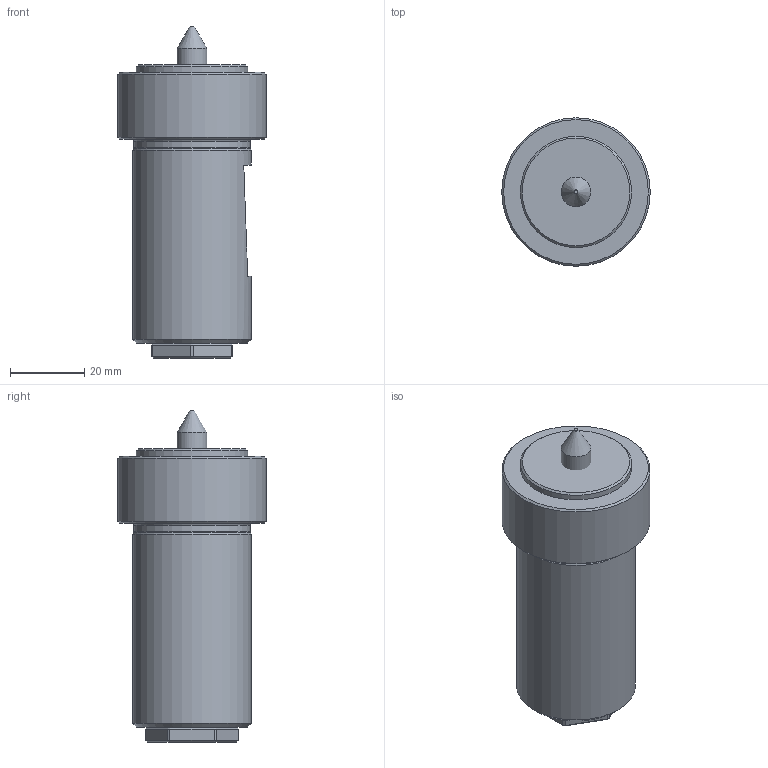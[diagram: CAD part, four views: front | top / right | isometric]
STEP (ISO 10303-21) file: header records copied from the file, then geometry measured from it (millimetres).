
FILE_DESCRIPTION(/* description */ (''),/* implementation_level */ '2;1');
FILE_NAME(/* name */ 'W9990164A.stp',/* time_stamp */ '2009-04-03T09:19:18+02:00',/* author */ (''),/* organization */ (''),/* preprocessor_version */ 'ST-DEVELOPER v11',/* originating_system */ 'UGS - NX 5.0',/* authorisation */ '');
FILE_SCHEMA (('AUTOMOTIVE_DESIGN { 1 0 10303 214 0 1 1 1 }'));
Length unit declared in the file: millimetre
Products named in the file (1): KrisE2F3pa5g
Bounding box: 40 x 40 x 89.5 mm (x, y, z)
Volume: 81161.3 mm3; surface area: 15350.2 mm2
Topology: 3 solids, 3 shells, 80 faces, 167 edges, 98 vertices
Faces by surface type: plane 32, cone 25, cylinder 17, torus 6
Full cylindrical faces by diameter (mm): 7 x1, 7.4 x1, 8 x1, 14 x1, 15.7 x1, 16 x1, 18 x1, 30 x1, 31.4 x1, 32 x1, 40 x1
Entity records: 1918 total; most frequent: CARTESIAN_POINT 369, DIRECTION 330, ORIENTED_EDGE 254, AXIS2_PLACEMENT_3D 146, EDGE_CURVE 127, EDGE_LOOP 116, VERTEX_POINT 89, ADVANCED_FACE 80
